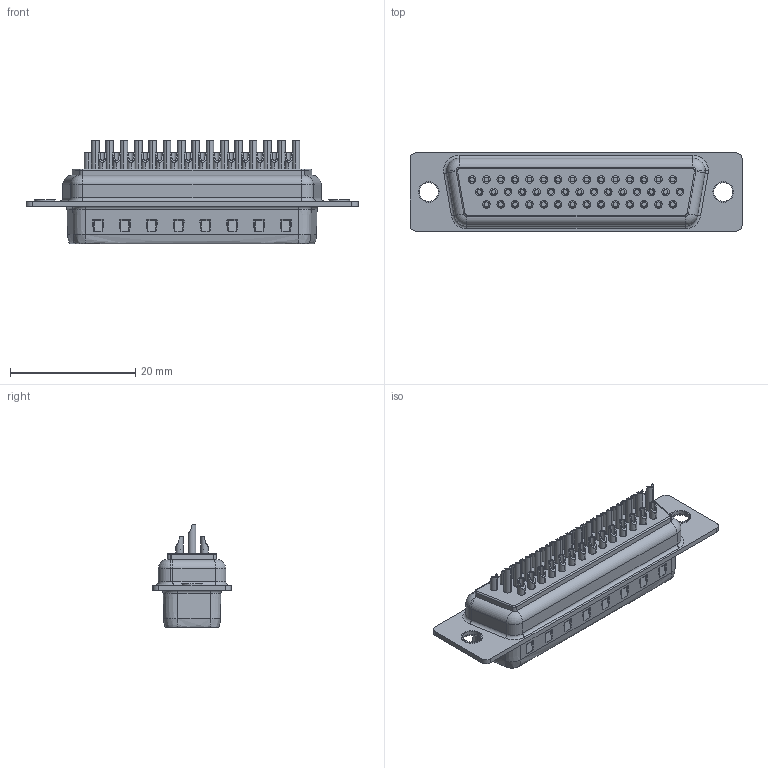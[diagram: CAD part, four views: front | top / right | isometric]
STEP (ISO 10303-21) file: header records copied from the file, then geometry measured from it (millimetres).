
FILE_DESCRIPTION (( 'STEP AP214' ), '1' );
FILE_NAME ('FDM4411-M0WS103W1K-REF.STEP', '2025-12-12T02:49:22', ( '' ), ( '' ), 'SwSTEP 2.0', 'SolidWorks 2021', '' );
FILE_SCHEMA (( 'AUTOMOTIVE_DESIGN' ));
Length unit declared in the file: millimetre
Products named in the file (1): FDM4411-M0WS103W1K-REF
Bounding box: 53.04 x 12.55 x 16.5 mm (x, y, z)
Volume: 2887.1 mm3; surface area: 4208.9 mm2
Topology: 1 solids, 1 shells, 1107 faces, 2669 edges, 1569 vertices
Faces by surface type: cylinder 591, plane 247, sphere 130, bspline 104, torus 25, cone 10
Entity records: 34957 total; most frequent: CARTESIAN_POINT 11211, DIRECTION 5083, ORIENTED_EDGE 4894, EDGE_CURVE 2447, AXIS2_PLACEMENT_3D 2045, VERTEX_POINT 1467, EDGE_LOOP 1236, ADVANCED_FACE 1107
